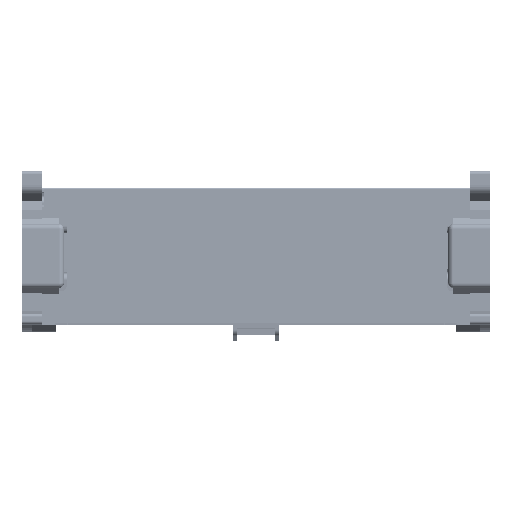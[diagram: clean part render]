
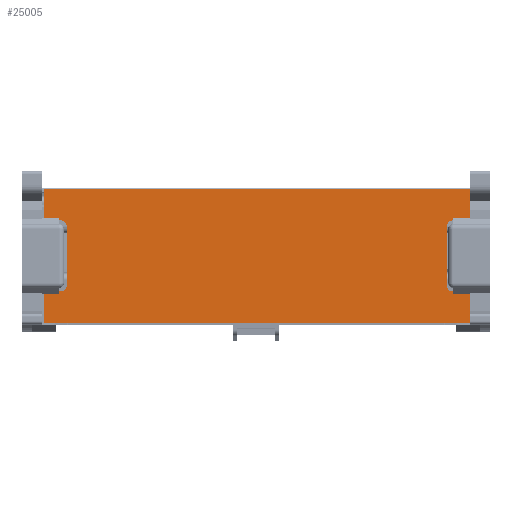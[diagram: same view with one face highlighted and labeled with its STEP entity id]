
A CAD part, front view. The second image highlights one B-rep face of the part: STEP entity #25005.
In plain terms, the highlighted face is planar.
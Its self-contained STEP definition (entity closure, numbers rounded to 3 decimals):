
#140 = EDGE_CURVE ( 'NONE', #3510, #15322, #17448, .T. ) ;
#337 = VERTEX_POINT ( 'NONE', #11318 ) ;
#345 = EDGE_CURVE ( 'NONE', #33584, #18456, #33326, .T. ) ;
#491 = ORIENTED_EDGE ( 'NONE', *, *, #25112, .F. ) ;
#730 = VECTOR ( 'NONE', #19170, 1000. ) ;
#1371 = ORIENTED_EDGE ( 'NONE', *, *, #36017, .F. ) ;
#3242 = CIRCLE ( 'NONE', #10925, 1.5 ) ;
#3510 = VERTEX_POINT ( 'NONE', #31640 ) ;
#3536 = AXIS2_PLACEMENT_3D ( 'NONE', #16077, #13302, #24595 ) ;
#3727 = DIRECTION ( 'NONE',  ( 0., 0., -1. ) ) ;
#4322 = VERTEX_POINT ( 'NONE', #25830 ) ;
#4508 = DIRECTION ( 'NONE',  ( 1., 0., 0. ) ) ;
#5332 = ORIENTED_EDGE ( 'NONE', *, *, #18115, .F. ) ;
#5380 = DIRECTION ( 'NONE',  ( 0., -1., 0. ) ) ;
#5500 = LINE ( 'NONE', #22481, #730 ) ;
#5636 = CARTESIAN_POINT ( 'NONE',  ( 62.5, -10.4, 0. ) ) ;
#5662 = CARTESIAN_POINT ( 'NONE',  ( -57.25, 8.9, 0. ) ) ;
#5736 = ORIENTED_EDGE ( 'NONE', *, *, #345, .F. ) ;
#6130 = CARTESIAN_POINT ( 'NONE',  ( 57.25, -8.9, 0. ) ) ;
#7113 = ORIENTED_EDGE ( 'NONE', *, *, #35136, .F. ) ;
#7200 = EDGE_CURVE ( 'NONE', #4322, #22082, #3242, .T. ) ;
#8185 = ORIENTED_EDGE ( 'NONE', *, *, #36571, .F. ) ;
#8914 = AXIS2_PLACEMENT_3D ( 'NONE', #35562, #17986, #4508 ) ;
#8970 = VECTOR ( 'NONE', #15559, 1000. ) ;
#9452 = DIRECTION ( 'NONE',  ( -1., 0., 0. ) ) ;
#9803 = AXIS2_PLACEMENT_3D ( 'NONE', #6130, #3727, #9452 ) ;
#9888 = ORIENTED_EDGE ( 'NONE', *, *, #12374, .F. ) ;
#10925 = AXIS2_PLACEMENT_3D ( 'NONE', #27666, #11217, #19677 ) ;
#11217 = DIRECTION ( 'NONE',  ( 0., 0., -1. ) ) ;
#11318 = CARTESIAN_POINT ( 'NONE',  ( 62.5, 19.5, 0. ) ) ;
#11475 = CARTESIAN_POINT ( 'NONE',  ( -62.5, -19.5, 0. ) ) ;
#12279 = CARTESIAN_POINT ( 'NONE',  ( 57.25, 10.4, 0. ) ) ;
#12374 = EDGE_CURVE ( 'NONE', #337, #36541, #30315, .T. ) ;
#13029 = DIRECTION ( 'NONE',  ( 0., -1., 0. ) ) ;
#13300 = VECTOR ( 'NONE', #29129, 1000. ) ;
#13302 = DIRECTION ( 'NONE',  ( 0., 0., -1. ) ) ;
#13311 = DIRECTION ( 'NONE',  ( -1., 0., 0. ) ) ;
#13333 = VECTOR ( 'NONE', #13029, 1000. ) ;
#13518 = VERTEX_POINT ( 'NONE', #31570 ) ;
#13764 = VECTOR ( 'NONE', #29289, 1000. ) ;
#14700 = EDGE_CURVE ( 'NONE', #18094, #28202, #30872, .T. ) ;
#15030 = CARTESIAN_POINT ( 'NONE',  ( 62.5, 19.5, 0. ) ) ;
#15322 = VERTEX_POINT ( 'NONE', #25018 ) ;
#15405 = DIRECTION ( 'NONE',  ( 0., 1., 0. ) ) ;
#15559 = DIRECTION ( 'NONE',  ( -1., 0., 0. ) ) ;
#16077 = CARTESIAN_POINT ( 'NONE',  ( -57.25, -8.9, 0. ) ) ;
#16863 = CARTESIAN_POINT ( 'NONE',  ( 62.5, -10.4, 0. ) ) ;
#16932 = DIRECTION ( 'NONE',  ( 0., 0., -1. ) ) ;
#17448 = LINE ( 'NONE', #20566, #13764 ) ;
#17479 = CARTESIAN_POINT ( 'NONE',  ( -62.5, 19.5, 0. ) ) ;
#17783 = CARTESIAN_POINT ( 'NONE',  ( -62.5, -10.4, 0. ) ) ;
#17812 = CARTESIAN_POINT ( 'NONE',  ( 62.5, 10.4, 0. ) ) ;
#17845 = CARTESIAN_POINT ( 'NONE',  ( 62.5, -10.4, 0. ) ) ;
#17849 = LINE ( 'NONE', #27075, #13333 ) ;
#17986 = DIRECTION ( 'NONE',  ( 0., 0., 1. ) ) ;
#18090 = CARTESIAN_POINT ( 'NONE',  ( -62.5, -10.4, 0. ) ) ;
#18094 = VERTEX_POINT ( 'NONE', #24140 ) ;
#18115 = EDGE_CURVE ( 'NONE', #36541, #26425, #17849, .T. ) ;
#18177 = LINE ( 'NONE', #15030, #26612 ) ;
#18256 = CARTESIAN_POINT ( 'NONE',  ( 62.5, 10.4, 0. ) ) ;
#18442 = EDGE_CURVE ( 'NONE', #18456, #13518, #35199, .T. ) ;
#18456 = VERTEX_POINT ( 'NONE', #20326 ) ;
#18766 = CARTESIAN_POINT ( 'NONE',  ( 55.75, 8.9, 0. ) ) ;
#18781 = ORIENTED_EDGE ( 'NONE', *, *, #23885, .F. ) ;
#18802 = DIRECTION ( 'NONE',  ( 1., 0., 0. ) ) ;
#18909 = VERTEX_POINT ( 'NONE', #18090 ) ;
#19025 = CARTESIAN_POINT ( 'NONE',  ( -62.5, 19.5, 0. ) ) ;
#19170 = DIRECTION ( 'NONE',  ( 1., 0., 0. ) ) ;
#19238 = ORIENTED_EDGE ( 'NONE', *, *, #140, .F. ) ;
#19414 = CARTESIAN_POINT ( 'NONE',  ( -62.5, -10.4, 0. ) ) ;
#19585 = LINE ( 'NONE', #19414, #23918 ) ;
#19677 = DIRECTION ( 'NONE',  ( -1., 0., 0. ) ) ;
#20326 = CARTESIAN_POINT ( 'NONE',  ( 57.25, -10.4, 0. ) ) ;
#20566 = CARTESIAN_POINT ( 'NONE',  ( -55.75, 8.9, 0. ) ) ;
#20893 = LINE ( 'NONE', #17783, #8970 ) ;
#21017 = ORIENTED_EDGE ( 'NONE', *, *, #7200, .F. ) ;
#21405 = VECTOR ( 'NONE', #13311, 1000. ) ;
#21527 = LINE ( 'NONE', #18766, #35525 ) ;
#22050 = VERTEX_POINT ( 'NONE', #17812 ) ;
#22082 = VERTEX_POINT ( 'NONE', #12279 ) ;
#22143 = CARTESIAN_POINT ( 'NONE',  ( -57.25, -10.4, 0. ) ) ;
#22178 = DIRECTION ( 'NONE',  ( 1., 0., 0. ) ) ;
#22192 = CIRCLE ( 'NONE', #26932, 1.5 ) ;
#22481 = CARTESIAN_POINT ( 'NONE',  ( -62.5, 10.4, 0. ) ) ;
#22637 = DIRECTION ( 'NONE',  ( 1., 0., 0. ) ) ;
#23052 = ORIENTED_EDGE ( 'NONE', *, *, #28570, .F. ) ;
#23289 = ORIENTED_EDGE ( 'NONE', *, *, #24157, .F. ) ;
#23451 = EDGE_LOOP ( 'NONE', ( #5332, #9888, #491, #23289, #21017, #27312, #27379, #5736, #8185, #33702, #1371, #34945, #18781, #19238, #7113, #23052 ) ) ;
#23546 = FACE_OUTER_BOUND ( 'NONE', #23451, .T. ) ;
#23885 = EDGE_CURVE ( 'NONE', #15322, #23962, #35422, .T. ) ;
#23918 = VECTOR ( 'NONE', #5380, 1000. ) ;
#23962 = VERTEX_POINT ( 'NONE', #22143 ) ;
#24140 = CARTESIAN_POINT ( 'NONE',  ( -62.5, -19.5, 0. ) ) ;
#24157 = EDGE_CURVE ( 'NONE', #22082, #22050, #29728, .T. ) ;
#24209 = VERTEX_POINT ( 'NONE', #32684 ) ;
#24595 = DIRECTION ( 'NONE',  ( 1., 0., 0. ) ) ;
#25005 = ADVANCED_FACE ( 'NONE', ( #23546 ), #29816, .F. ) ;
#25018 = CARTESIAN_POINT ( 'NONE',  ( -55.75, -8.9, 0. ) ) ;
#25112 = EDGE_CURVE ( 'NONE', #22050, #337, #18177, .T. ) ;
#25131 = CARTESIAN_POINT ( 'NONE',  ( 62.5, -19.5, 0. ) ) ;
#25830 = CARTESIAN_POINT ( 'NONE',  ( 55.75, 8.9, 0. ) ) ;
#25867 = EDGE_CURVE ( 'NONE', #13518, #4322, #21527, .T. ) ;
#26425 = VERTEX_POINT ( 'NONE', #30904 ) ;
#26612 = VECTOR ( 'NONE', #15405, 1000. ) ;
#26932 = AXIS2_PLACEMENT_3D ( 'NONE', #5662, #16932, #22637 ) ;
#27075 = CARTESIAN_POINT ( 'NONE',  ( -62.5, 19.5, 0. ) ) ;
#27312 = ORIENTED_EDGE ( 'NONE', *, *, #25867, .F. ) ;
#27379 = ORIENTED_EDGE ( 'NONE', *, *, #18442, .F. ) ;
#27666 = CARTESIAN_POINT ( 'NONE',  ( 57.25, 8.9, 0. ) ) ;
#28202 = VERTEX_POINT ( 'NONE', #25131 ) ;
#28329 = VECTOR ( 'NONE', #18802, 1000. ) ;
#28570 = EDGE_CURVE ( 'NONE', #26425, #24209, #5500, .T. ) ;
#29129 = DIRECTION ( 'NONE',  ( 0., 1., 0. ) ) ;
#29289 = DIRECTION ( 'NONE',  ( 0., -1., 0. ) ) ;
#29728 = LINE ( 'NONE', #18256, #28329 ) ;
#29816 = PLANE ( 'NONE',  #8914 ) ;
#29953 = EDGE_CURVE ( 'NONE', #23962, #18909, #20893, .T. ) ;
#30315 = LINE ( 'NONE', #19025, #21405 ) ;
#30872 = LINE ( 'NONE', #11475, #35223 ) ;
#30904 = CARTESIAN_POINT ( 'NONE',  ( -62.5, 10.4, 0. ) ) ;
#31103 = DIRECTION ( 'NONE',  ( -1., 0., 0. ) ) ;
#31570 = CARTESIAN_POINT ( 'NONE',  ( 55.75, -8.9, 0. ) ) ;
#31640 = CARTESIAN_POINT ( 'NONE',  ( -55.75, 8.9, 0. ) ) ;
#31901 = LINE ( 'NONE', #17845, #13300 ) ;
#32292 = DIRECTION ( 'NONE',  ( 0., 1., 0. ) ) ;
#32684 = CARTESIAN_POINT ( 'NONE',  ( -57.25, 10.4, 0. ) ) ;
#33293 = VECTOR ( 'NONE', #31103, 1000. ) ;
#33326 = LINE ( 'NONE', #16863, #33293 ) ;
#33584 = VERTEX_POINT ( 'NONE', #5636 ) ;
#33702 = ORIENTED_EDGE ( 'NONE', *, *, #14700, .F. ) ;
#34945 = ORIENTED_EDGE ( 'NONE', *, *, #29953, .F. ) ;
#35136 = EDGE_CURVE ( 'NONE', #24209, #3510, #22192, .T. ) ;
#35199 = CIRCLE ( 'NONE', #9803, 1.5 ) ;
#35223 = VECTOR ( 'NONE', #22178, 1000. ) ;
#35422 = CIRCLE ( 'NONE', #3536, 1.5 ) ;
#35525 = VECTOR ( 'NONE', #32292, 1000. ) ;
#35562 = CARTESIAN_POINT ( 'NONE',  ( -57.25, 8.9, 0. ) ) ;
#36017 = EDGE_CURVE ( 'NONE', #18909, #18094, #19585, .T. ) ;
#36541 = VERTEX_POINT ( 'NONE', #17479 ) ;
#36571 = EDGE_CURVE ( 'NONE', #28202, #33584, #31901, .T. ) ;
